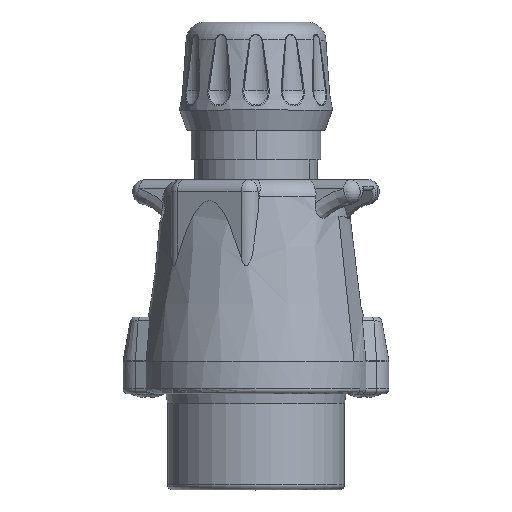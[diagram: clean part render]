
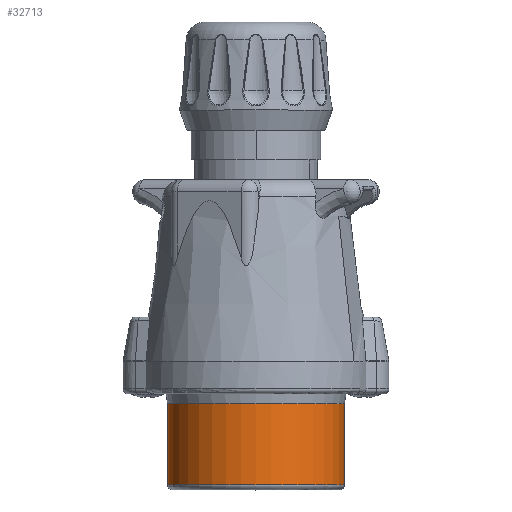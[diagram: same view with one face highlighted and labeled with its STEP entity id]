
A CAD part, top view. The second image highlights one B-rep face of the part: STEP entity #32713.
In plain terms, the highlighted cylindrical face has radius 17.95 mm (diameter 35.9 mm), a partial arc.
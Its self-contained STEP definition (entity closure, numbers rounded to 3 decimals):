
#13156=CARTESIAN_POINT('',(0.,-2.,0.));
#13157=DIRECTION('',(0.,-1.,0.));
#13158=DIRECTION('',(1.,0.,0.));
#13159=AXIS2_PLACEMENT_3D('',#13156,#13157,#13158);
#13232=DIRECTION('',(0.,1.,0.));
#13233=VECTOR('',#13232,16.5);
#13234=CARTESIAN_POINT('',(17.95,-18.5,0.));
#13235=LINE('',#13234,#13233);
#13236=DIRECTION('',(0.,1.,0.));
#13237=VECTOR('',#13236,16.5);
#13238=CARTESIAN_POINT('',(-17.95,-18.5,0.));
#13239=LINE('',#13238,#13237);
#13298=CARTESIAN_POINT('',(0.,-18.5,0.));
#13299=DIRECTION('',(0.,1.,0.));
#13300=DIRECTION('',(-1.,0.,0.));
#13301=AXIS2_PLACEMENT_3D('',#13298,#13299,#13300);
#18928=CARTESIAN_POINT('',(-17.95,-18.5,0.));
#18929=CARTESIAN_POINT('',(17.95,-18.5,0.));
#18930=VERTEX_POINT('',#18928);
#18931=VERTEX_POINT('',#18929);
#18958=CARTESIAN_POINT('',(17.95,-2.,0.));
#18959=CARTESIAN_POINT('',(-17.95,-2.,0.));
#18960=VERTEX_POINT('',#18958);
#18961=VERTEX_POINT('',#18959);
#32702=CARTESIAN_POINT('',(0.,0.975,0.));
#32703=DIRECTION('',(0.,-1.,0.));
#32704=DIRECTION('',(-1.,0.,0.));
#32705=AXIS2_PLACEMENT_3D('',#32702,#32703,#32704);
#32706=CYLINDRICAL_SURFACE('',#32705,17.95);
#32707=ORIENTED_EDGE('',*,*,#32692,.F.);
#32708=ORIENTED_EDGE('',*,*,#32616,.T.);
#32709=ORIENTED_EDGE('',*,*,#32580,.F.);
#32710=ORIENTED_EDGE('',*,*,#32613,.F.);
#32711=EDGE_LOOP('',(#32707,#32708,#32709,#32710));
#32712=FACE_OUTER_BOUND('',#32711,.F.);
#32713=ADVANCED_FACE('',(#32712),#32706,.T.);
#13160=CIRCLE('',#13159,17.95);
#13302=CIRCLE('',#13301,17.95);
#32580=EDGE_CURVE('',#18960,#18961,#13160,.T.);
#32613=EDGE_CURVE('',#18931,#18960,#13235,.T.);
#32616=EDGE_CURVE('',#18930,#18961,#13239,.T.);
#32692=EDGE_CURVE('',#18930,#18931,#13302,.T.);
